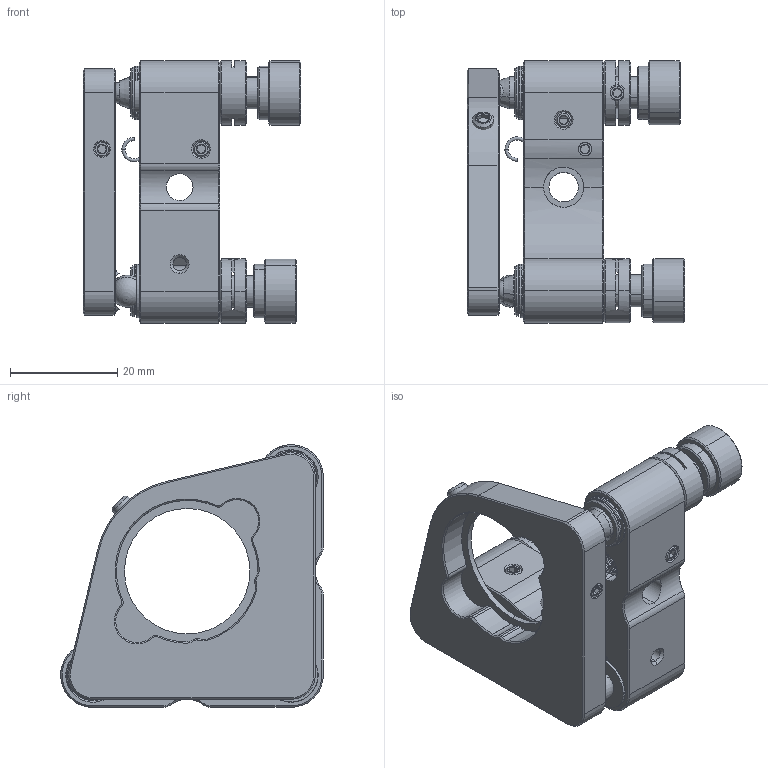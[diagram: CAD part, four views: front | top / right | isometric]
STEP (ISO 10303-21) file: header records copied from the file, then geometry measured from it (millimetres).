
FILE_DESCRIPTION (( 'STEP AP214' ), '1' );
FILE_NAME ('1.1.1.13_ZJB-1.0-2_光学调整架,用于φ1英寸光学元件，两轴，Rev.A.STEP', '2022-04-02T02:50:25', ( '' ), ( '' ), 'SwSTEP 2.0', 'SolidWorks 2021', '' );
FILE_SCHEMA (( 'AUTOMOTIVE_DESIGN' ));
Length unit declared in the file: millimetre
Products named in the file (1): 1.1.1.13_ZJB-1.0-2_光学调整架,用于φ1英寸光学元件，两轴，Rev.A
Bounding box: 40.6 x 49 x 49 mm (x, y, z)
Surface area: 15430.5 mm2 (no closed solid volume)
Topology: 0 solids, 34 shells, 493 faces, 1263 edges, 794 vertices
Faces by surface type: cone 170, plane 147, cylinder 140, torus 12, sphere 12, bspline 12
Entity records: 27560 total; most frequent: CARTESIAN_POINT 10260, DIRECTION 2626, ORIENTED_EDGE 2260, EDGE_CURVE 1236, AXIS2_PLACEMENT_3D 1047, VERTEX_POINT 785, CIRCLE 565, EDGE_LOOP 561
